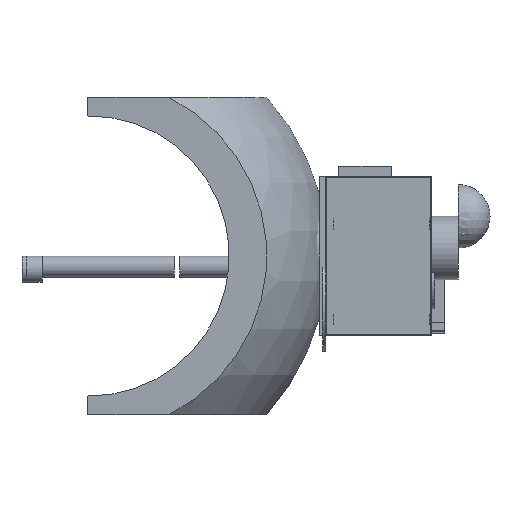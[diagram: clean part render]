
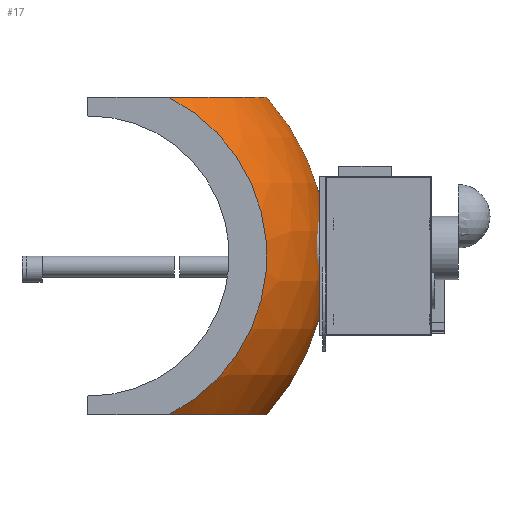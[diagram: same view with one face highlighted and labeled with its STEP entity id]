
A CAD part, front view. The second image highlights one B-rep face of the part: STEP entity #17.
In plain terms, the highlighted spherical face has radius 450000 mm.
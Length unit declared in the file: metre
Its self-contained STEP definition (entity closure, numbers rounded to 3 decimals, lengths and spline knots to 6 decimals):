
#17 = ADVANCED_FACE('',(#18),#33,.T.);
#18 = FACE_BOUND('',#19,.T.);
#19 = EDGE_LOOP('',(#20,#56,#85,#148,#177,#201));
#20 = ORIENTED_EDGE('',*,*,#21,.T.);
#21 = EDGE_CURVE('',#22,#24,#26,.T.);
#22 = VERTEX_POINT('',#23);
#23 = CARTESIAN_POINT('',(0.,150.,201.874849));
#24 = VERTEX_POINT('',#25);
#25 = CARTESIAN_POINT('',(-111.589803,150.,450.));
#26 = SURFACE_CURVE('',#27,(#32,#44),.PCURVE_S1.);
#27 = CIRCLE('',#28,450.);
#28 = AXIS2_PLACEMENT_3D('',#29,#30,#31);
#29 = CARTESIAN_POINT('',(-447.,150.,150.));
#30 = DIRECTION('',(0.,-1.,0.));
#31 = DIRECTION('',(1.,0.,0.));
#32 = PCURVE('',#33,#38);
#33 = SPHERICAL_SURFACE('',#34,450.);
#34 = AXIS2_PLACEMENT_3D('',#35,#36,#37);
#35 = CARTESIAN_POINT('',(-447.,150.,150.));
#36 = DIRECTION('',(0.,0.,1.));
#37 = DIRECTION('',(1.,0.,0.));
#38 = DEFINITIONAL_REPRESENTATION('',(#39),#43);
#39 = LINE('',#40,#41);
#40 = CARTESIAN_POINT('',(6.283,-6.283));
#41 = VECTOR('',#42,1.);
#42 = DIRECTION('',(0.,1.));
#43 = ( GEOMETRIC_REPRESENTATION_CONTEXT(2) 
PARAMETRIC_REPRESENTATION_CONTEXT() REPRESENTATION_CONTEXT('2D SPACE',''
  ) );
#44 = PCURVE('',#45,#50);
#45 = SPHERICAL_SURFACE('',#46,450.);
#46 = AXIS2_PLACEMENT_3D('',#47,#48,#49);
#47 = CARTESIAN_POINT('',(-447.,150.,150.));
#48 = DIRECTION('',(0.,0.,1.));
#49 = DIRECTION('',(1.,0.,0.));
#50 = DEFINITIONAL_REPRESENTATION('',(#51),#55);
#51 = LINE('',#52,#53);
#52 = CARTESIAN_POINT('',(0.,-6.283));
#53 = VECTOR('',#54,1.);
#54 = DIRECTION('',(0.,1.));
#55 = ( GEOMETRIC_REPRESENTATION_CONTEXT(2) 
PARAMETRIC_REPRESENTATION_CONTEXT() REPRESENTATION_CONTEXT('2D SPACE',''
  ) );
#56 = ORIENTED_EDGE('',*,*,#57,.F.);
#57 = EDGE_CURVE('',#58,#24,#60,.T.);
#58 = VERTEX_POINT('',#59);
#59 = CARTESIAN_POINT('',(-297.,-150.,450.));
#60 = SURFACE_CURVE('',#61,(#66,#73),.PCURVE_S1.);
#61 = CIRCLE('',#62,335.410197);
#62 = AXIS2_PLACEMENT_3D('',#63,#64,#65);
#63 = CARTESIAN_POINT('',(-447.,150.,450.));
#64 = DIRECTION('',(0.,0.,1.));
#65 = DIRECTION('',(1.,0.,0.));
#66 = PCURVE('',#33,#67);
#67 = DEFINITIONAL_REPRESENTATION('',(#68),#72);
#68 = LINE('',#69,#70);
#69 = CARTESIAN_POINT('',(0.,0.73));
#70 = VECTOR('',#71,1.);
#71 = DIRECTION('',(1.,0.));
#72 = ( GEOMETRIC_REPRESENTATION_CONTEXT(2) 
PARAMETRIC_REPRESENTATION_CONTEXT() REPRESENTATION_CONTEXT('2D SPACE',''
  ) );
#73 = PCURVE('',#74,#79);
#74 = PLANE('',#75);
#75 = AXIS2_PLACEMENT_3D('',#76,#77,#78);
#76 = CARTESIAN_POINT('',(-450.,-150.,450.));
#77 = DIRECTION('',(0.,0.,1.));
#78 = DIRECTION('',(1.,0.,0.));
#79 = DEFINITIONAL_REPRESENTATION('',(#80),#84);
#80 = CIRCLE('',#81,335.410197);
#81 = AXIS2_PLACEMENT_2D('',#82,#83);
#82 = CARTESIAN_POINT('',(3.,300.));
#83 = DIRECTION('',(1.,0.));
#84 = ( GEOMETRIC_REPRESENTATION_CONTEXT(2) 
PARAMETRIC_REPRESENTATION_CONTEXT() REPRESENTATION_CONTEXT('2D SPACE',''
  ) );
#85 = ORIENTED_EDGE('',*,*,#86,.T.);
#86 = EDGE_CURVE('',#58,#87,#89,.T.);
#87 = VERTEX_POINT('',#88);
#88 = CARTESIAN_POINT('',(-297.,-150.,-150.));
#89 = SURFACE_CURVE('',#90,(#95,#136),.PCURVE_S1.);
#90 = CIRCLE('',#91,335.410197);
#91 = AXIS2_PLACEMENT_3D('',#92,#93,#94);
#92 = CARTESIAN_POINT('',(-447.,-150.,150.));
#93 = DIRECTION('',(0.,1.,0.));
#94 = DIRECTION('',(0.,0.,1.));
#95 = PCURVE('',#33,#96);
#96 = DEFINITIONAL_REPRESENTATION('',(#97),#135);
#97 = B_SPLINE_CURVE_WITH_KNOTS('',8,(#98,#99,#100,#101,#102,#103,#104,
    #105,#106,#107,#108,#109,#110,#111,#112,#113,#114,#115,#116,#117,
    #118,#119,#120,#121,#122,#123,#124,#125,#126,#127,#128,#129,#130,
    #131,#132,#133,#134),.UNSPECIFIED.,.F.,.F.,(9,7,7,7,7,9),(
    0.463648,0.740435,1.224812,1.951379,
    2.314662,2.677945),.UNSPECIFIED.);
#98 = CARTESIAN_POINT('',(5.176,0.73));
#99 = CARTESIAN_POINT('',(5.204,0.714));
#100 = CARTESIAN_POINT('',(5.23,0.698));
#101 = CARTESIAN_POINT('',(5.255,0.68));
#102 = CARTESIAN_POINT('',(5.278,0.662));
#103 = CARTESIAN_POINT('',(5.3,0.643));
#104 = CARTESIAN_POINT('',(5.321,0.624));
#105 = CARTESIAN_POINT('',(5.34,0.603));
#106 = CARTESIAN_POINT('',(5.39,0.546));
#107 = CARTESIAN_POINT('',(5.419,0.508));
#108 = CARTESIAN_POINT('',(5.443,0.468));
#109 = CARTESIAN_POINT('',(5.465,0.427));
#110 = CARTESIAN_POINT('',(5.483,0.385));
#111 = CARTESIAN_POINT('',(5.499,0.343));
#112 = CARTESIAN_POINT('',(5.512,0.299));
#113 = CARTESIAN_POINT('',(5.539,0.19));
#114 = CARTESIAN_POINT('',(5.55,0.123));
#115 = CARTESIAN_POINT('',(5.556,0.055));
#116 = CARTESIAN_POINT('',(5.558,-0.013));
#117 = CARTESIAN_POINT('',(5.555,-0.081));
#118 = CARTESIAN_POINT('',(5.547,-0.148));
#119 = CARTESIAN_POINT('',(5.535,-0.215));
#120 = CARTESIAN_POINT('',(5.507,-0.313));
#121 = CARTESIAN_POINT('',(5.497,-0.346));
#122 = CARTESIAN_POINT('',(5.485,-0.378));
#123 = CARTESIAN_POINT('',(5.472,-0.409));
#124 = CARTESIAN_POINT('',(5.457,-0.44));
#125 = CARTESIAN_POINT('',(5.44,-0.471));
#126 = CARTESIAN_POINT('',(5.421,-0.5));
#127 = CARTESIAN_POINT('',(5.38,-0.558));
#128 = CARTESIAN_POINT('',(5.358,-0.586));
#129 = CARTESIAN_POINT('',(5.333,-0.613));
#130 = CARTESIAN_POINT('',(5.307,-0.639));
#131 = CARTESIAN_POINT('',(5.278,-0.664));
#132 = CARTESIAN_POINT('',(5.246,-0.687));
#133 = CARTESIAN_POINT('',(5.212,-0.709));
#134 = CARTESIAN_POINT('',(5.176,-0.73));
#135 = ( GEOMETRIC_REPRESENTATION_CONTEXT(2) 
PARAMETRIC_REPRESENTATION_CONTEXT() REPRESENTATION_CONTEXT('2D SPACE',''
  ) );
#136 = PCURVE('',#137,#142);
#137 = PLANE('',#138);
#138 = AXIS2_PLACEMENT_3D('',#139,#140,#141);
#139 = CARTESIAN_POINT('',(-450.,-150.,-150.));
#140 = DIRECTION('',(0.,1.,0.));
#141 = DIRECTION('',(0.,0.,1.));
#142 = DEFINITIONAL_REPRESENTATION('',(#143),#147);
#143 = CIRCLE('',#144,335.410197);
#144 = AXIS2_PLACEMENT_2D('',#145,#146);
#145 = CARTESIAN_POINT('',(300.,3.));
#146 = DIRECTION('',(1.,0.));
#147 = ( GEOMETRIC_REPRESENTATION_CONTEXT(2) 
PARAMETRIC_REPRESENTATION_CONTEXT() REPRESENTATION_CONTEXT('2D SPACE',''
  ) );
#148 = ORIENTED_EDGE('',*,*,#149,.T.);
#149 = EDGE_CURVE('',#87,#150,#152,.T.);
#150 = VERTEX_POINT('',#151);
#151 = CARTESIAN_POINT('',(-111.589803,150.,-150.));
#152 = SURFACE_CURVE('',#153,(#158,#165),.PCURVE_S1.);
#153 = CIRCLE('',#154,335.410197);
#154 = AXIS2_PLACEMENT_3D('',#155,#156,#157);
#155 = CARTESIAN_POINT('',(-447.,150.,-150.));
#156 = DIRECTION('',(0.,0.,1.));
#157 = DIRECTION('',(1.,0.,0.));
#158 = PCURVE('',#33,#159);
#159 = DEFINITIONAL_REPRESENTATION('',(#160),#164);
#160 = LINE('',#161,#162);
#161 = CARTESIAN_POINT('',(0.,-0.73));
#162 = VECTOR('',#163,1.);
#163 = DIRECTION('',(1.,0.));
#164 = ( GEOMETRIC_REPRESENTATION_CONTEXT(2) 
PARAMETRIC_REPRESENTATION_CONTEXT() REPRESENTATION_CONTEXT('2D SPACE',''
  ) );
#165 = PCURVE('',#166,#171);
#166 = PLANE('',#167);
#167 = AXIS2_PLACEMENT_3D('',#168,#169,#170);
#168 = CARTESIAN_POINT('',(-450.,-150.,-150.));
#169 = DIRECTION('',(0.,0.,1.));
#170 = DIRECTION('',(1.,0.,0.));
#171 = DEFINITIONAL_REPRESENTATION('',(#172),#176);
#172 = CIRCLE('',#173,335.410197);
#173 = AXIS2_PLACEMENT_2D('',#174,#175);
#174 = CARTESIAN_POINT('',(3.,300.));
#175 = DIRECTION('',(1.,0.));
#176 = ( GEOMETRIC_REPRESENTATION_CONTEXT(2) 
PARAMETRIC_REPRESENTATION_CONTEXT() REPRESENTATION_CONTEXT('2D SPACE',''
  ) );
#177 = ORIENTED_EDGE('',*,*,#178,.T.);
#178 = EDGE_CURVE('',#150,#179,#181,.T.);
#179 = VERTEX_POINT('',#180);
#180 = CARTESIAN_POINT('',(0.,150.,98.125151));
#181 = SURFACE_CURVE('',#182,(#187,#194),.PCURVE_S1.);
#182 = CIRCLE('',#183,450.);
#183 = AXIS2_PLACEMENT_3D('',#184,#185,#186);
#184 = CARTESIAN_POINT('',(-447.,150.,150.));
#185 = DIRECTION('',(0.,-1.,0.));
#186 = DIRECTION('',(1.,0.,0.));
#187 = PCURVE('',#33,#188);
#188 = DEFINITIONAL_REPRESENTATION('',(#189),#193);
#189 = LINE('',#190,#191);
#190 = CARTESIAN_POINT('',(6.283,-6.283));
#191 = VECTOR('',#192,1.);
#192 = DIRECTION('',(0.,1.));
#193 = ( GEOMETRIC_REPRESENTATION_CONTEXT(2) 
PARAMETRIC_REPRESENTATION_CONTEXT() REPRESENTATION_CONTEXT('2D SPACE',''
  ) );
#194 = PCURVE('',#45,#195);
#195 = DEFINITIONAL_REPRESENTATION('',(#196),#200);
#196 = LINE('',#197,#198);
#197 = CARTESIAN_POINT('',(0.,-6.283));
#198 = VECTOR('',#199,1.);
#199 = DIRECTION('',(0.,1.));
#200 = ( GEOMETRIC_REPRESENTATION_CONTEXT(2) 
PARAMETRIC_REPRESENTATION_CONTEXT() REPRESENTATION_CONTEXT('2D SPACE',''
  ) );
#201 = ORIENTED_EDGE('',*,*,#202,.F.);
#202 = EDGE_CURVE('',#22,#179,#203,.T.);
#203 = SURFACE_CURVE('',#204,(#209,#236),.PCURVE_S1.);
#204 = CIRCLE('',#205,51.874849);
#205 = AXIS2_PLACEMENT_3D('',#206,#207,#208);
#206 = CARTESIAN_POINT('',(0.,150.,150.));
#207 = DIRECTION('',(1.,0.,-0.));
#208 = DIRECTION('',(0.,0.,1.));
#209 = PCURVE('',#33,#210);
#210 = DEFINITIONAL_REPRESENTATION('',(#211),#235);
#211 = B_SPLINE_CURVE_WITH_KNOTS('',8,(#212,#213,#214,#215,#216,#217,
    #218,#219,#220,#221,#222,#223,#224,#225,#226,#227,#228,#229,#230,
    #231,#232,#233,#234),.UNSPECIFIED.,.F.,.F.,(9,7,7,9),(0.,
    0.785398,1.963495,3.141593),.UNSPECIFIED.);
#212 = CARTESIAN_POINT('',(6.283,0.116));
#213 = CARTESIAN_POINT('',(6.272,0.116));
#214 = CARTESIAN_POINT('',(6.26,0.114));
#215 = CARTESIAN_POINT('',(6.249,0.112));
#216 = CARTESIAN_POINT('',(6.238,0.108));
#217 = CARTESIAN_POINT('',(6.228,0.103));
#218 = CARTESIAN_POINT('',(6.218,0.097));
#219 = CARTESIAN_POINT('',(6.209,0.09));
#220 = CARTESIAN_POINT('',(6.189,0.07));
#221 = CARTESIAN_POINT('',(6.179,0.056));
#222 = CARTESIAN_POINT('',(6.172,0.04));
#223 = CARTESIAN_POINT('',(6.167,0.023));
#224 = CARTESIAN_POINT('',(6.165,0.006));
#225 = CARTESIAN_POINT('',(6.166,-0.012));
#226 = CARTESIAN_POINT('',(6.17,-0.028));
#227 = CARTESIAN_POINT('',(6.183,-0.06));
#228 = CARTESIAN_POINT('',(6.192,-0.074));
#229 = CARTESIAN_POINT('',(6.203,-0.087));
#230 = CARTESIAN_POINT('',(6.217,-0.098));
#231 = CARTESIAN_POINT('',(6.232,-0.107));
#232 = CARTESIAN_POINT('',(6.249,-0.113));
#233 = CARTESIAN_POINT('',(6.266,-0.116));
#234 = CARTESIAN_POINT('',(6.283,-0.116));
#235 = ( GEOMETRIC_REPRESENTATION_CONTEXT(2) 
PARAMETRIC_REPRESENTATION_CONTEXT() REPRESENTATION_CONTEXT('2D SPACE',''
  ) );
#236 = PCURVE('',#237,#242);
#237 = PLANE('',#238);
#238 = AXIS2_PLACEMENT_3D('',#239,#240,#241);
#239 = CARTESIAN_POINT('',(0.,-150.,-150.));
#240 = DIRECTION('',(1.,0.,0.));
#241 = DIRECTION('',(0.,0.,1.));
#242 = DEFINITIONAL_REPRESENTATION('',(#243),#247);
#243 = CIRCLE('',#244,51.874849);
#244 = AXIS2_PLACEMENT_2D('',#245,#246);
#245 = CARTESIAN_POINT('',(300.,-300.));
#246 = DIRECTION('',(1.,0.));
#247 = ( GEOMETRIC_REPRESENTATION_CONTEXT(2) 
PARAMETRIC_REPRESENTATION_CONTEXT() REPRESENTATION_CONTEXT('2D SPACE',''
  ) );
